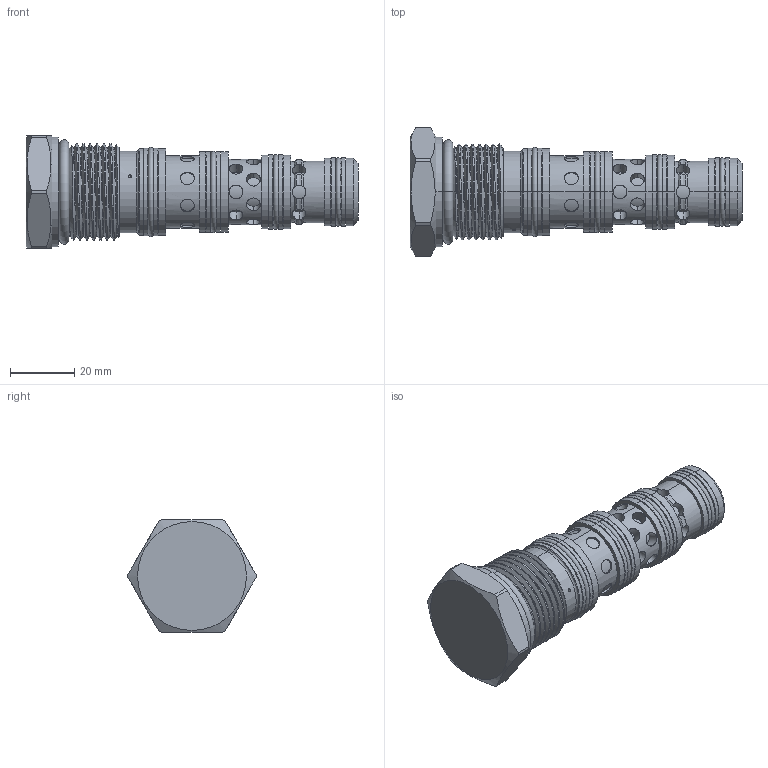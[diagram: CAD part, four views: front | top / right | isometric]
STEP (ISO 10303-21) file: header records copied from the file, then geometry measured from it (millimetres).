
FILE_DESCRIPTION (( 'STEP AP203' ), '1' );
FILE_NAME ('DD14WA5E100N.STEP', '2022-11-18T01:54:23', ( '' ), ( '' ), 'SwSTEP 2.0', 'SolidWorks 2018', '' );
FILE_SCHEMA (( 'CONFIG_CONTROL_DESIGN' ));
Length unit declared in the file: millimetre
Products named in the file (1): DD14WA5E100N
Bounding box: 103.45 x 39.9 x 35 mm (x, y, z)
Volume: 51859.9 mm3; surface area: 15377.7 mm2
Topology: 1 solids, 1 shells, 302 faces, 710 edges, 467 vertices
Faces by surface type: cylinder 211, plane 42, cone 34, torus 12, bspline 3
Entity records: 15383 total; most frequent: CARTESIAN_POINT 8667, ORIENTED_EDGE 1420, DIRECTION 1294, EDGE_CURVE 710, AXIS2_PLACEMENT_3D 550, VERTEX_POINT 467, EDGE_LOOP 359, FACE_OUTER_BOUND 302
